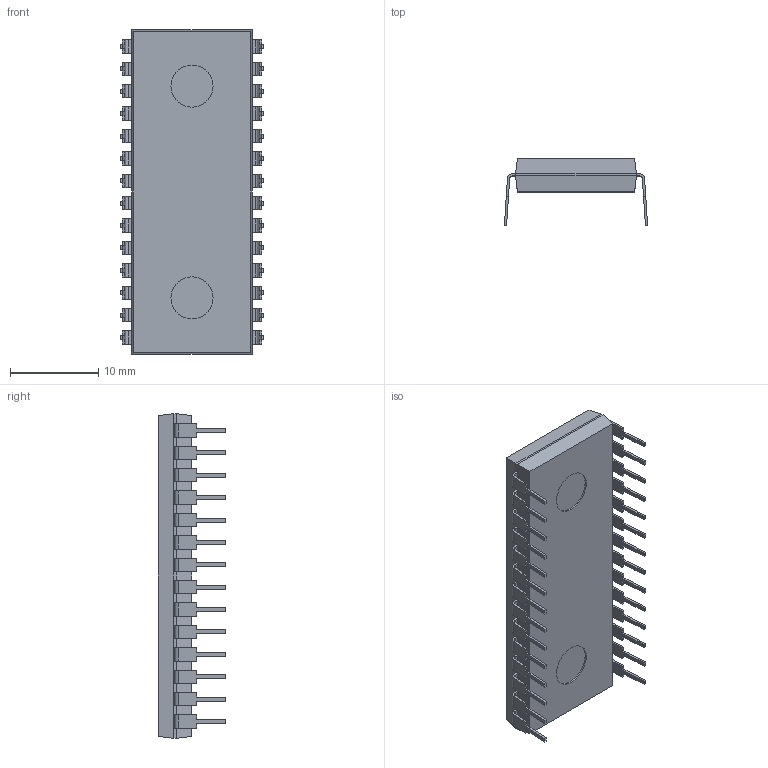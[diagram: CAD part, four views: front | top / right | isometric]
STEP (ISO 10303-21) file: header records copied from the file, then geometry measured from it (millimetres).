
FILE_DESCRIPTION((''),'2;1');
FILE_NAME('NA28E_ASM','2011-06-21T',('CKXSSC'),(''),'PRO/ENGINEER BY PARAMETRIC TECHNOLOGY CORPORATION, 2009060','PRO/ENGINEER BY PARAMETRIC TECHNOLOGY CORPORATION, 2009060','');
FILE_SCHEMA(('AUTOMOTIVE_DESIGN_CC2 { 1 2 10303 214 -1 1 5 2 }'));
Length unit declared in the file: inch
Products named in the file (3): BODY_NA28E; LEAD_NA28E; NA28E_ASM
Assembly tree (29 placements, depth 2):
  NA28E_ASM
    BODY_NA28E
    LEAD_NA28E  x28
Bounding box: 16.26 x 7.64 x 36.83 mm (x, y, z)
Volume: 1918 mm3; surface area: 1819.2 mm2
Topology: 29 solids, 29 shells, 420 faces, 1066 edges, 708 vertices
Faces by surface type: plane 355, cylinder 65
Entity records: 1773 total; most frequent: DIRECTION 262, CARTESIAN_POINT 234, ORIENTED_EDGE 188, PRESENTATION_STYLE_ASSIGNMENT 96, STYLED_ITEM 96, AXIS2_PLACEMENT_3D 96, CURVE_STYLE 94, EDGE_CURVE 94
